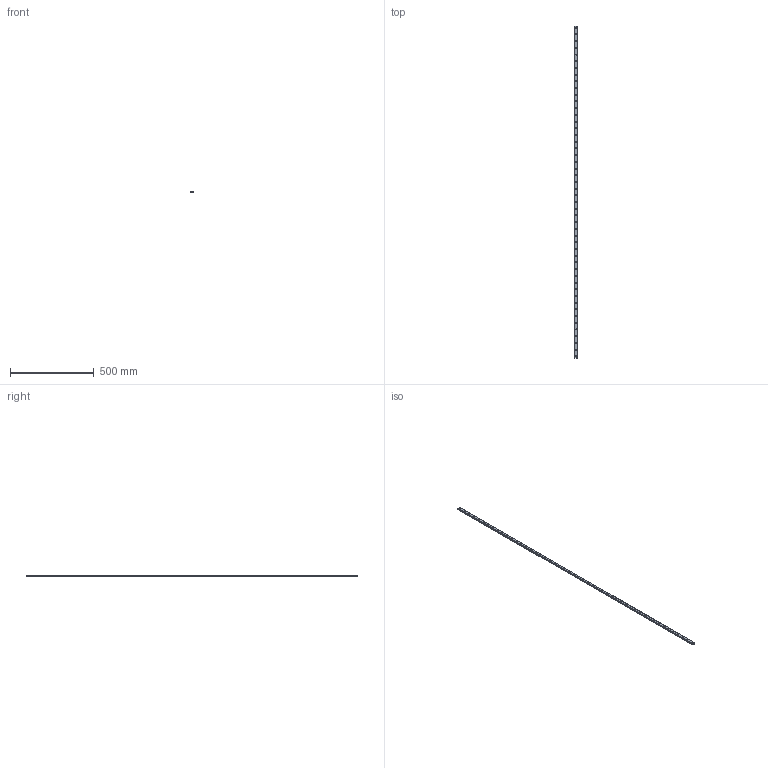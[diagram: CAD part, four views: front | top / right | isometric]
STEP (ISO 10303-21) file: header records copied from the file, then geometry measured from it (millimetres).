
FILE_DESCRIPTION(('STEP AP214'),'1');
FILE_NAME('cctmp_D5DCBAA0-A6A6-4C13-9DFF-823433D6EB68_2021_02_19_12_19_49_0159..stp','2021-02-19T11:19:49',('HIWIN GmbH'),('CADClick - www.CADClick.com'),'Spatial InterOp 3D',' ','unknown authorization');
FILE_SCHEMA(('AUTOMOTIVE_DESIGN'));
Length unit declared in the file: millimetre
Products named in the file (1): MGNR15R1980CM_FILE
Bounding box: 15 x 1980 x 10 mm (x, y, z)
Volume: 275000.1 mm3; surface area: 117293.7 mm2
Topology: 1 solids, 1 shells, 545 faces, 1167 edges, 778 vertices
Faces by surface type: cylinder 316, plane 229
Entity records: 19417 total; most frequent: DIRECTION 2891, CARTESIAN_POINT 2491, ORIENTED_EDGE 2334, AXIS2_PLACEMENT_3D 1178, EDGE_CURVE 1167, VERTEX_POINT 778, EDGE_LOOP 699, CIRCLE 632
